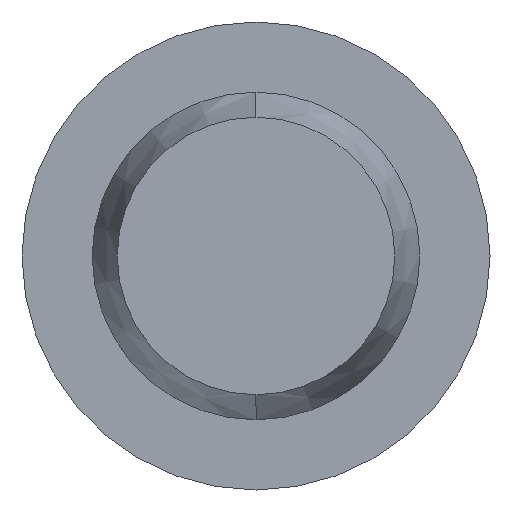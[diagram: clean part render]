
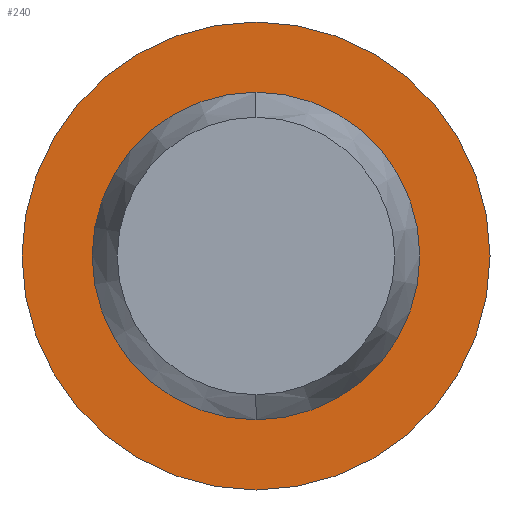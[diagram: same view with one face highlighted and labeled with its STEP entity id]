
A CAD part, left-side view. The second image highlights one B-rep face of the part: STEP entity #240.
In plain terms, the highlighted planar face has unit normal (-1, 0, 0).
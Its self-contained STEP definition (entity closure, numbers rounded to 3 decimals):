
#1 = AXIS2_PLACEMENT_3D ( 'NONE', #300, #82, #304 ) ;
#3 = CARTESIAN_POINT ( 'NONE',  ( 4., 0., 0. ) ) ;
#4 = DIRECTION ( 'NONE',  ( 1., 0., 0. ) ) ;
#5 = EDGE_CURVE ( 'NONE', #209, #295, #59, .T. ) ;
#8 = CARTESIAN_POINT ( 'NONE',  ( 4., 0., 0. ) ) ;
#15 = PLANE ( 'NONE',  #81 ) ;
#36 = FACE_BOUND ( 'NONE', #123, .T. ) ;
#40 = EDGE_CURVE ( 'NONE', #125, #95, #69, .T. ) ;
#46 = CARTESIAN_POINT ( 'NONE',  ( 4., 0., 0. ) ) ;
#54 = DIRECTION ( 'NONE',  ( 0., 0., -1. ) ) ;
#59 = CIRCLE ( 'NONE', #305, 2.5 ) ;
#63 = DIRECTION ( 'NONE',  ( 0., 0., 1. ) ) ;
#69 = CIRCLE ( 'NONE', #104, 1.75 ) ;
#72 = EDGE_LOOP ( 'NONE', ( #199, #179 ) ) ;
#81 = AXIS2_PLACEMENT_3D ( 'NONE', #113, #165, #63 ) ;
#82 = DIRECTION ( 'NONE',  ( 1., 0., 0. ) ) ;
#94 = EDGE_CURVE ( 'NONE', #295, #209, #147, .T. ) ;
#95 = VERTEX_POINT ( 'NONE', #107 ) ;
#102 = EDGE_CURVE ( 'NONE', #95, #125, #160, .T. ) ;
#104 = AXIS2_PLACEMENT_3D ( 'NONE', #3, #158, #54 ) ;
#107 = CARTESIAN_POINT ( 'NONE',  ( 4., 0., 1.75 ) ) ;
#113 = CARTESIAN_POINT ( 'NONE',  ( 4., 2.5, 0. ) ) ;
#123 = EDGE_LOOP ( 'NONE', ( #150, #275 ) ) ;
#125 = VERTEX_POINT ( 'NONE', #159 ) ;
#147 = CIRCLE ( 'NONE', #254, 2.5 ) ;
#150 = ORIENTED_EDGE ( 'NONE', *, *, #40, .T. ) ;
#158 = DIRECTION ( 'NONE',  ( 1., 0., 0. ) ) ;
#159 = CARTESIAN_POINT ( 'NONE',  ( 4., 0., -1.75 ) ) ;
#160 = CIRCLE ( 'NONE', #1, 1.75 ) ;
#165 = DIRECTION ( 'NONE',  ( -1., 0., 0. ) ) ;
#179 = ORIENTED_EDGE ( 'NONE', *, *, #94, .F. ) ;
#199 = ORIENTED_EDGE ( 'NONE', *, *, #5, .F. ) ;
#206 = DIRECTION ( 'NONE',  ( 0., 0., -1. ) ) ;
#209 = VERTEX_POINT ( 'NONE', #239 ) ;
#219 = CARTESIAN_POINT ( 'NONE',  ( 4., 0., 2.5 ) ) ;
#239 = CARTESIAN_POINT ( 'NONE',  ( 4., 0., -2.5 ) ) ;
#240 = ADVANCED_FACE ( 'NONE', ( #36, #308 ), #15, .T. ) ;
#254 = AXIS2_PLACEMENT_3D ( 'NONE', #8, #4, #206 ) ;
#275 = ORIENTED_EDGE ( 'NONE', *, *, #102, .T. ) ;
#295 = VERTEX_POINT ( 'NONE', #219 ) ;
#296 = DIRECTION ( 'NONE',  ( 1., 0., 0. ) ) ;
#300 = CARTESIAN_POINT ( 'NONE',  ( 4., 0., 0. ) ) ;
#304 = DIRECTION ( 'NONE',  ( 0., 0., -1. ) ) ;
#305 = AXIS2_PLACEMENT_3D ( 'NONE', #46, #296, #320 ) ;
#308 = FACE_OUTER_BOUND ( 'NONE', #72, .T. ) ;
#320 = DIRECTION ( 'NONE',  ( 0., 0., -1. ) ) ;
